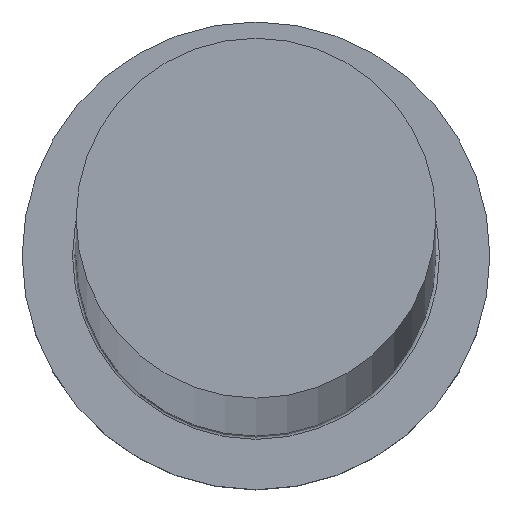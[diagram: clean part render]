
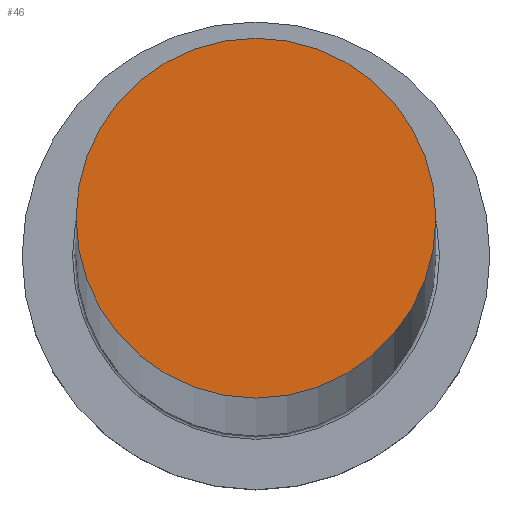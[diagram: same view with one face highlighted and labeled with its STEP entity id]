
A CAD part, top view. The second image highlights one B-rep face of the part: STEP entity #46.
In plain terms, the highlighted planar face has unit normal (0, 0, 1).
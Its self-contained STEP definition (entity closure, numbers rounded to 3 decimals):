
#4 = AXIS2_PLACEMENT_3D ( 'NONE', #23, #120, #213 ) ;
#23 = CARTESIAN_POINT ( 'NONE',  ( 0., 0., 1208. ) ) ;
#43 = VERTEX_POINT ( 'NONE', #283 ) ;
#46 = ADVANCED_FACE ( 'NONE', ( #141 ), #237, .T. ) ;
#86 = VERTEX_POINT ( 'NONE', #209 ) ;
#106 = EDGE_CURVE ( 'NONE', #86, #43, #187, .T. ) ;
#109 = ORIENTED_EDGE ( 'NONE', *, *, #106, .T. ) ;
#120 = DIRECTION ( 'NONE',  ( 0., 0., 1. ) ) ;
#141 = FACE_OUTER_BOUND ( 'NONE', #276, .T. ) ;
#142 = DIRECTION ( 'NONE',  ( 1., 0., 0. ) ) ;
#187 = CIRCLE ( 'NONE', #216, 10. ) ;
#194 = CARTESIAN_POINT ( 'NONE',  ( 0., 0., 1208. ) ) ;
#206 = CIRCLE ( 'NONE', #236, 10. ) ;
#209 = CARTESIAN_POINT ( 'NONE',  ( 10., 0., 1208. ) ) ;
#213 = DIRECTION ( 'NONE',  ( 1., 0., 0. ) ) ;
#216 = AXIS2_PLACEMENT_3D ( 'NONE', #243, #219, #142 ) ;
#219 = DIRECTION ( 'NONE',  ( 0., 0., 1. ) ) ;
#236 = AXIS2_PLACEMENT_3D ( 'NONE', #194, #292, #289 ) ;
#237 = PLANE ( 'NONE',  #4 ) ;
#238 = EDGE_CURVE ( 'NONE', #43, #86, #206, .T. ) ;
#243 = CARTESIAN_POINT ( 'NONE',  ( 0., 0., 1208. ) ) ;
#274 = ORIENTED_EDGE ( 'NONE', *, *, #238, .T. ) ;
#276 = EDGE_LOOP ( 'NONE', ( #274, #109 ) ) ;
#283 = CARTESIAN_POINT ( 'NONE',  ( -10., 0., 1208. ) ) ;
#289 = DIRECTION ( 'NONE',  ( 1., 0., 0. ) ) ;
#292 = DIRECTION ( 'NONE',  ( 0., 0., 1. ) ) ;
